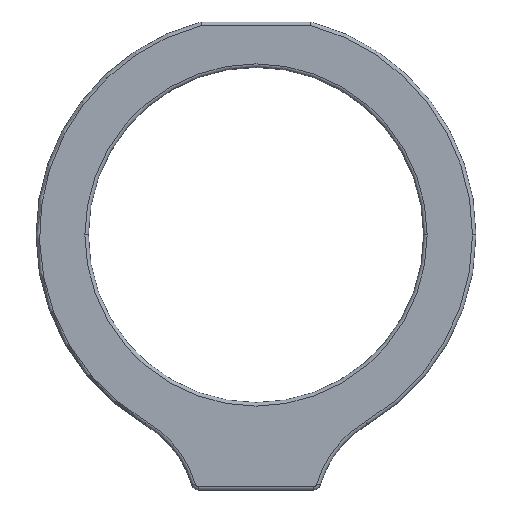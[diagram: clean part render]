
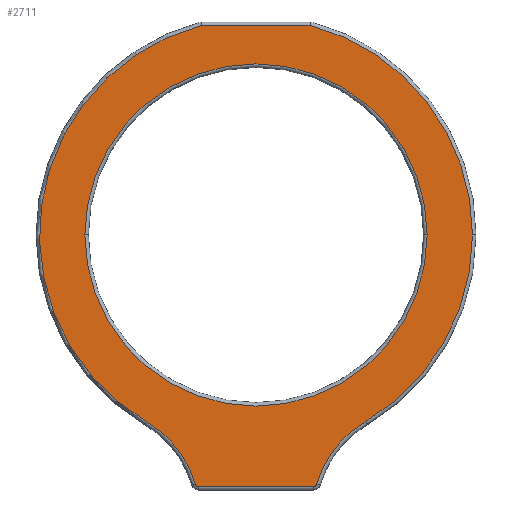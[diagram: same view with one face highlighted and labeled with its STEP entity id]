
A CAD part, top view. The second image highlights one B-rep face of the part: STEP entity #2711.
In plain terms, the highlighted planar face has unit normal (0, 0, 1).
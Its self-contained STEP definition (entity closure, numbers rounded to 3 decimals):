
#19 = CARTESIAN_POINT ( 'NONE',  ( 39.529, -33.628, 9. ) ) ;
#93 = AXIS2_PLACEMENT_3D ( 'NONE', #478, #710, #511 ) ;
#106 = EDGE_CURVE ( 'NONE', #2730, #1789, #463, .T. ) ;
#136 = EDGE_CURVE ( 'NONE', #409, #2608, #1466, .T. ) ;
#169 = ORIENTED_EDGE ( 'NONE', *, *, #786, .T. ) ;
#176 = CARTESIAN_POINT ( 'NONE',  ( 15.964, 6.459, 9. ) ) ;
#250 = CIRCLE ( 'NONE', #1774, 0.5 ) ;
#282 = DIRECTION ( 'NONE',  ( 1., 0., 0. ) ) ;
#345 = CIRCLE ( 'NONE', #1201, 24.5 ) ;
#409 = VERTEX_POINT ( 'NONE', #2525 ) ;
#417 = PLANE ( 'NONE',  #767 ) ;
#463 = LINE ( 'NONE', #1604, #1402 ) ;
#478 = CARTESIAN_POINT ( 'NONE',  ( 7.728, -29.041, 9. ) ) ;
#511 = DIRECTION ( 'NONE',  ( 1., 0., 0. ) ) ;
#535 = CARTESIAN_POINT ( 'NONE',  ( 24.679, -29.184, 9. ) ) ;
#582 = AXIS2_PLACEMENT_3D ( 'NONE', #766, #1817, #2010 ) ;
#599 = CARTESIAN_POINT ( 'NONE',  ( 7.728, -29.541, 9. ) ) ;
#631 = CARTESIAN_POINT ( 'NONE',  ( 15.964, 6.459, 9. ) ) ;
#642 = VERTEX_POINT ( 'NONE', #920 ) ;
#643 = ORIENTED_EDGE ( 'NONE', *, *, #1086, .T. ) ;
#685 = CIRCLE ( 'NONE', #93, 0.5 ) ;
#688 = EDGE_CURVE ( 'NONE', #1985, #642, #1839, .T. ) ;
#710 = DIRECTION ( 'NONE',  ( 0., 0., 1. ) ) ;
#721 = CARTESIAN_POINT ( 'NONE',  ( 15.964, 6.459, 9. ) ) ;
#766 = CARTESIAN_POINT ( 'NONE',  ( -7.601, -33.628, 9. ) ) ;
#767 = AXIS2_PLACEMENT_3D ( 'NONE', #176, #2578, #1279 ) ;
#786 = EDGE_CURVE ( 'NONE', #2608, #1673, #2582, .T. ) ;
#835 = AXIS2_PLACEMENT_3D ( 'NONE', #19, #1526, #1956 ) ;
#839 = EDGE_CURVE ( 'NONE', #2737, #1592, #345, .T. ) ;
#920 = CARTESIAN_POINT ( 'NONE',  ( 7.249, -29.184, 9. ) ) ;
#936 = CIRCLE ( 'NONE', #835, 15.5 ) ;
#1085 = ORIENTED_EDGE ( 'NONE', *, *, #2449, .T. ) ;
#1086 = EDGE_CURVE ( 'NONE', #642, #2730, #685, .T. ) ;
#1109 = DIRECTION ( 'NONE',  ( 1., 0., 0. ) ) ;
#1120 = DIRECTION ( 'NONE',  ( 0., 0., 1. ) ) ;
#1150 = CARTESIAN_POINT ( 'NONE',  ( 24.2, -29.041, 9. ) ) ;
#1201 = AXIS2_PLACEMENT_3D ( 'NONE', #2111, #1259, #2568 ) ;
#1248 = CARTESIAN_POINT ( 'NONE',  ( 0.254, -20.266, 9. ) ) ;
#1259 = DIRECTION ( 'NONE',  ( 0., 0., -1. ) ) ;
#1279 = DIRECTION ( 'NONE',  ( 1., 0., 0. ) ) ;
#1354 = DIRECTION ( 'NONE',  ( 0., 0., 1. ) ) ;
#1355 = CARTESIAN_POINT ( 'NONE',  ( 31.674, -20.266, 9. ) ) ;
#1362 = DIRECTION ( 'NONE',  ( 1., 0., 0. ) ) ;
#1402 = VECTOR ( 'NONE', #2438, 1000. ) ;
#1405 = ORIENTED_EDGE ( 'NONE', *, *, #2376, .T. ) ;
#1414 = ORIENTED_EDGE ( 'NONE', *, *, #839, .T. ) ;
#1433 = ORIENTED_EDGE ( 'NONE', *, *, #2218, .T. ) ;
#1464 = CARTESIAN_POINT ( 'NONE',  ( -8.536, 6.459, 9. ) ) ;
#1466 = CIRCLE ( 'NONE', #1581, 31. ) ;
#1501 = EDGE_CURVE ( 'NONE', #2535, #409, #2589, .T. ) ;
#1526 = DIRECTION ( 'NONE',  ( 0., 0., -1. ) ) ;
#1546 = CARTESIAN_POINT ( 'NONE',  ( 15.964, 6.459, 9. ) ) ;
#1581 = AXIS2_PLACEMENT_3D ( 'NONE', #721, #1354, #282 ) ;
#1592 = VERTEX_POINT ( 'NONE', #1748 ) ;
#1598 = EDGE_CURVE ( 'NONE', #1791, #2535, #936, .T. ) ;
#1604 = CARTESIAN_POINT ( 'NONE',  ( 24.2, -29.541, 9. ) ) ;
#1607 = CARTESIAN_POINT ( 'NONE',  ( 23.774, 36.459, 9. ) ) ;
#1630 = CARTESIAN_POINT ( 'NONE',  ( 24.2, -29.541, 9. ) ) ;
#1673 = VERTEX_POINT ( 'NONE', #2682 ) ;
#1748 = CARTESIAN_POINT ( 'NONE',  ( 40.464, 6.459, 9. ) ) ;
#1774 = AXIS2_PLACEMENT_3D ( 'NONE', #1150, #1120, #1109 ) ;
#1789 = VERTEX_POINT ( 'NONE', #1630 ) ;
#1791 = VERTEX_POINT ( 'NONE', #535 ) ;
#1808 = CIRCLE ( 'NONE', #2511, 31. ) ;
#1817 = DIRECTION ( 'NONE',  ( 0., 0., -1. ) ) ;
#1839 = CIRCLE ( 'NONE', #582, 15.5 ) ;
#1868 = VECTOR ( 'NONE', #2093, 1000. ) ;
#1956 = DIRECTION ( 'NONE',  ( 1., 0., 0. ) ) ;
#1984 = DIRECTION ( 'NONE',  ( 0., 0., 1. ) ) ;
#1985 = VERTEX_POINT ( 'NONE', #1248 ) ;
#1988 = ORIENTED_EDGE ( 'NONE', *, *, #136, .T. ) ;
#2010 = DIRECTION ( 'NONE',  ( 1., 0., 0. ) ) ;
#2022 = ORIENTED_EDGE ( 'NONE', *, *, #688, .T. ) ;
#2093 = DIRECTION ( 'NONE',  ( -1., 0., 0. ) ) ;
#2111 = CARTESIAN_POINT ( 'NONE',  ( 15.964, 6.459, 9. ) ) ;
#2130 = ORIENTED_EDGE ( 'NONE', *, *, #106, .T. ) ;
#2210 = AXIS2_PLACEMENT_3D ( 'NONE', #1546, #2610, #2399 ) ;
#2218 = EDGE_CURVE ( 'NONE', #1673, #1985, #1808, .T. ) ;
#2233 = CARTESIAN_POINT ( 'NONE',  ( 15.964, 6.459, 9. ) ) ;
#2253 = FACE_OUTER_BOUND ( 'NONE', #2667, .T. ) ;
#2280 = CARTESIAN_POINT ( 'NONE',  ( 15.964, 36.459, 9. ) ) ;
#2361 = ORIENTED_EDGE ( 'NONE', *, *, #1501, .T. ) ;
#2366 = DIRECTION ( 'NONE',  ( 0., 0., -1. ) ) ;
#2376 = EDGE_CURVE ( 'NONE', #1592, #2737, #2542, .T. ) ;
#2399 = DIRECTION ( 'NONE',  ( 1., 0., 0. ) ) ;
#2438 = DIRECTION ( 'NONE',  ( 1., 0., 0. ) ) ;
#2449 = EDGE_CURVE ( 'NONE', #1789, #1791, #250, .T. ) ;
#2511 = AXIS2_PLACEMENT_3D ( 'NONE', #2233, #1984, #1362 ) ;
#2523 = ORIENTED_EDGE ( 'NONE', *, *, #1598, .T. ) ;
#2525 = CARTESIAN_POINT ( 'NONE',  ( 46.964, 6.459, 9. ) ) ;
#2535 = VERTEX_POINT ( 'NONE', #1355 ) ;
#2542 = CIRCLE ( 'NONE', #2543, 24.5 ) ;
#2543 = AXIS2_PLACEMENT_3D ( 'NONE', #631, #2366, #2591 ) ;
#2568 = DIRECTION ( 'NONE',  ( 1., 0., 0. ) ) ;
#2578 = DIRECTION ( 'NONE',  ( 0., 0., 1. ) ) ;
#2581 = FACE_BOUND ( 'NONE', #2768, .T. ) ;
#2582 = LINE ( 'NONE', #2280, #1868 ) ;
#2589 = CIRCLE ( 'NONE', #2210, 31. ) ;
#2591 = DIRECTION ( 'NONE',  ( 1., 0., 0. ) ) ;
#2608 = VERTEX_POINT ( 'NONE', #1607 ) ;
#2610 = DIRECTION ( 'NONE',  ( 0., 0., 1. ) ) ;
#2667 = EDGE_LOOP ( 'NONE', ( #2523, #2361, #1988, #169, #1433, #2022, #643, #2130, #1085 ) ) ;
#2682 = CARTESIAN_POINT ( 'NONE',  ( 8.154, 36.459, 9. ) ) ;
#2711 = ADVANCED_FACE ( 'NONE', ( #2581, #2253 ), #417, .T. ) ;
#2730 = VERTEX_POINT ( 'NONE', #599 ) ;
#2737 = VERTEX_POINT ( 'NONE', #1464 ) ;
#2768 = EDGE_LOOP ( 'NONE', ( #1405, #1414 ) ) ;
